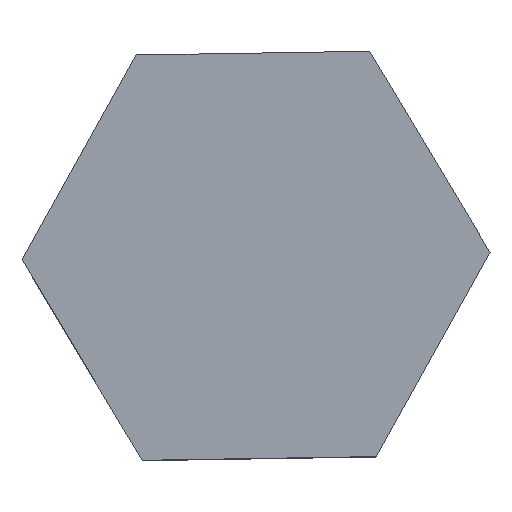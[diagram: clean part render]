
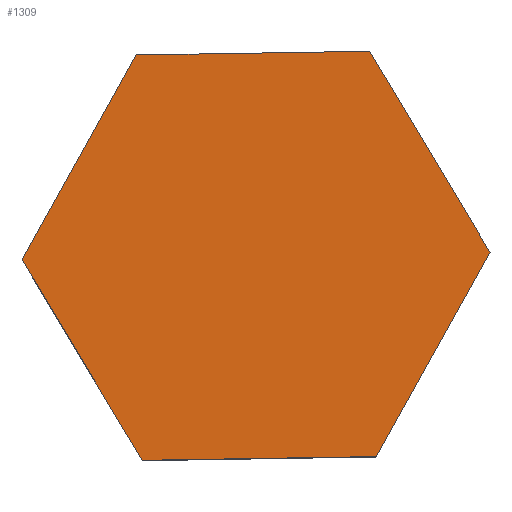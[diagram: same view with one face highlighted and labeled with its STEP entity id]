
A CAD part, top view. The second image highlights one B-rep face of the part: STEP entity #1309.
In plain terms, the highlighted planar face has unit normal (0, 0, 1).
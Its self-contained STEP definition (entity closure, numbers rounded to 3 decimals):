
#2 = CARTESIAN_POINT ( 'NONE',  ( -2.386, -4.289, 5. ) ) ;
#42 = ORIENTED_EDGE ( 'NONE', *, *, #477, .T. ) ;
#91 = EDGE_CURVE ( 'NONE', #633, #480, #175, .T. ) ;
#158 = EDGE_CURVE ( 'NONE', #480, #1179, #915, .T. ) ;
#161 = VECTOR ( 'NONE', #1016, 1000. ) ;
#175 = LINE ( 'NONE', #2, #1448 ) ;
#221 = ORIENTED_EDGE ( 'NONE', *, *, #91, .T. ) ;
#236 = VECTOR ( 'NONE', #1575, 1000. ) ;
#243 = ORIENTED_EDGE ( 'NONE', *, *, #158, .T. ) ;
#301 = DIRECTION ( 'NONE',  ( 1., 0.016, 0. ) ) ;
#306 = EDGE_CURVE ( 'NONE', #1179, #881, #1186, .T. ) ;
#342 = DIRECTION ( 'NONE',  ( -0.486, -0.874, 0. ) ) ;
#348 = CARTESIAN_POINT ( 'NONE',  ( -2.521, 4.21, 5. ) ) ;
#454 = CARTESIAN_POINT ( 'NONE',  ( 4.907, 0.078, 5. ) ) ;
#477 = EDGE_CURVE ( 'NONE', #700, #633, #762, .T. ) ;
#480 = VERTEX_POINT ( 'NONE', #911 ) ;
#516 = ORIENTED_EDGE ( 'NONE', *, *, #306, .T. ) ;
#566 = CARTESIAN_POINT ( 'NONE',  ( -2.386, -4.289, 5. ) ) ;
#581 = CARTESIAN_POINT ( 'NONE',  ( 4.907, 0.078, 5. ) ) ;
#612 = CARTESIAN_POINT ( 'NONE',  ( 2.386, 4.289, 5. ) ) ;
#616 = EDGE_LOOP ( 'NONE', ( #42, #221, #243, #516, #842, #1298 ) ) ;
#633 = VERTEX_POINT ( 'NONE', #566 ) ;
#651 = VECTOR ( 'NONE', #342, 1000. ) ;
#663 = CARTESIAN_POINT ( 'NONE',  ( -4.907, -0.078, 5. ) ) ;
#700 = VERTEX_POINT ( 'NONE', #720 ) ;
#720 = CARTESIAN_POINT ( 'NONE',  ( -4.907, -0.078, 5. ) ) ;
#729 = CARTESIAN_POINT ( 'NONE',  ( -2.521, 4.21, 5. ) ) ;
#762 = LINE ( 'NONE', #663, #161 ) ;
#807 = CARTESIAN_POINT ( 'NONE',  ( 2.521, -4.21, 5. ) ) ;
#842 = ORIENTED_EDGE ( 'NONE', *, *, #1288, .T. ) ;
#881 = VERTEX_POINT ( 'NONE', #1208 ) ;
#911 = CARTESIAN_POINT ( 'NONE',  ( 2.521, -4.21, 5. ) ) ;
#915 = LINE ( 'NONE', #807, #943 ) ;
#943 = VECTOR ( 'NONE', #1049, 1000. ) ;
#951 = FACE_OUTER_BOUND ( 'NONE', #616, .T. ) ;
#1016 = DIRECTION ( 'NONE',  ( 0.514, -0.858, 0. ) ) ;
#1044 = DIRECTION ( 'NONE',  ( -0.514, 0.858, 0. ) ) ;
#1049 = DIRECTION ( 'NONE',  ( 0.486, 0.874, 0. ) ) ;
#1079 = CARTESIAN_POINT ( 'NONE',  ( 0., 0., 5. ) ) ;
#1093 = DIRECTION ( 'NONE',  ( 1., 0., 0. ) ) ;
#1101 = DIRECTION ( 'NONE',  ( 0., 0., 1. ) ) ;
#1179 = VERTEX_POINT ( 'NONE', #581 ) ;
#1186 = LINE ( 'NONE', #454, #1214 ) ;
#1206 = PLANE ( 'NONE',  #1506 ) ;
#1208 = CARTESIAN_POINT ( 'NONE',  ( 2.386, 4.289, 5. ) ) ;
#1214 = VECTOR ( 'NONE', #1044, 1000. ) ;
#1288 = EDGE_CURVE ( 'NONE', #881, #1539, #1424, .T. ) ;
#1298 = ORIENTED_EDGE ( 'NONE', *, *, #1513, .T. ) ;
#1309 = ADVANCED_FACE ( 'NONE', ( #951 ), #1206, .T. ) ;
#1423 = LINE ( 'NONE', #348, #651 ) ;
#1424 = LINE ( 'NONE', #612, #236 ) ;
#1448 = VECTOR ( 'NONE', #301, 1000. ) ;
#1506 = AXIS2_PLACEMENT_3D ( 'NONE', #1079, #1101, #1093 ) ;
#1513 = EDGE_CURVE ( 'NONE', #1539, #700, #1423, .T. ) ;
#1539 = VERTEX_POINT ( 'NONE', #729 ) ;
#1575 = DIRECTION ( 'NONE',  ( -1., -0.016, 0. ) ) ;
